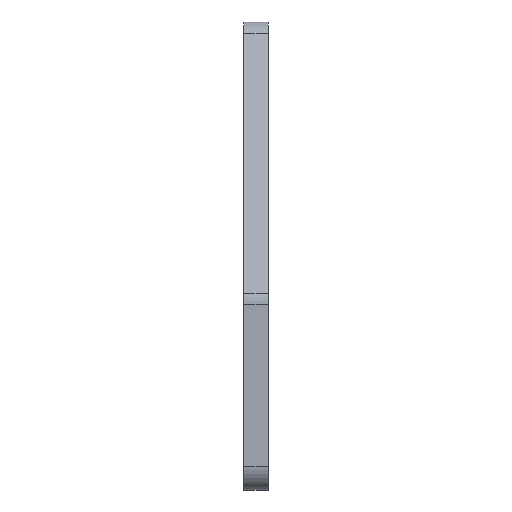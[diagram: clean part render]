
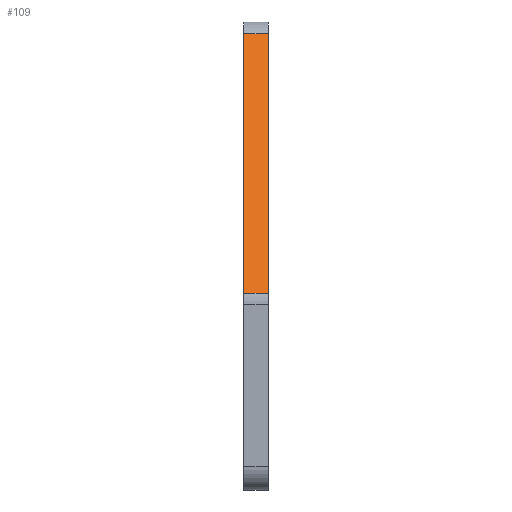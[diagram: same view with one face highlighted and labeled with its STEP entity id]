
A CAD part, left-side view. The second image highlights one B-rep face of the part: STEP entity #109.
In plain terms, the highlighted planar face has unit normal (-0.866, 0, 0.5).
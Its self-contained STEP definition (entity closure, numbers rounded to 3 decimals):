
#11 = CARTESIAN_POINT ( 'NONE',  ( -13.976, 0., 8.069 ) ) ;
#21 = VECTOR ( 'NONE', #358, 1000. ) ;
#57 = LINE ( 'NONE', #518, #21 ) ;
#70 = CARTESIAN_POINT ( 'NONE',  ( -5.676, 0., 22.445 ) ) ;
#72 = VERTEX_POINT ( 'NONE', #70 ) ;
#73 = AXIS2_PLACEMENT_3D ( 'NONE', #328, #151, #723 ) ;
#109 = ADVANCED_FACE ( 'NONE', ( #493 ), #613, .F. ) ;
#136 = EDGE_CURVE ( 'NONE', #451, #236, #57, .T. ) ;
#151 = DIRECTION ( 'NONE',  ( 0.866, 0., -0.5 ) ) ;
#178 = LINE ( 'NONE', #405, #430 ) ;
#186 = EDGE_CURVE ( 'NONE', #72, #236, #178, .T. ) ;
#197 = DIRECTION ( 'NONE',  ( 0.5, 0., 0.866 ) ) ;
#222 = EDGE_CURVE ( 'NONE', #397, #72, #486, .T. ) ;
#236 = VERTEX_POINT ( 'NONE', #369 ) ;
#276 = EDGE_CURVE ( 'NONE', #451, #397, #305, .T. ) ;
#281 = ORIENTED_EDGE ( 'NONE', *, *, #136, .F. ) ;
#286 = EDGE_LOOP ( 'NONE', ( #640, #443, #281, #330 ) ) ;
#305 = LINE ( 'NONE', #431, #345 ) ;
#328 = CARTESIAN_POINT ( 'NONE',  ( -13.976, 2.1, 8.069 ) ) ;
#330 = ORIENTED_EDGE ( 'NONE', *, *, #276, .T. ) ;
#345 = VECTOR ( 'NONE', #603, 1000. ) ;
#358 = DIRECTION ( 'NONE',  ( 0.5, 0., 0.866 ) ) ;
#369 = CARTESIAN_POINT ( 'NONE',  ( -5.676, 2.1, 22.445 ) ) ;
#397 = VERTEX_POINT ( 'NONE', #679 ) ;
#405 = CARTESIAN_POINT ( 'NONE',  ( -5.676, 2.1, 22.445 ) ) ;
#430 = VECTOR ( 'NONE', #752, 1000. ) ;
#431 = CARTESIAN_POINT ( 'NONE',  ( -18.332, 2.1, 0.523 ) ) ;
#443 = ORIENTED_EDGE ( 'NONE', *, *, #186, .T. ) ;
#451 = VERTEX_POINT ( 'NONE', #674 ) ;
#486 = LINE ( 'NONE', #11, #753 ) ;
#493 = FACE_OUTER_BOUND ( 'NONE', #286, .T. ) ;
#518 = CARTESIAN_POINT ( 'NONE',  ( -13.976, 2.1, 8.069 ) ) ;
#603 = DIRECTION ( 'NONE',  ( 0., -1., 0. ) ) ;
#613 = PLANE ( 'NONE',  #73 ) ;
#640 = ORIENTED_EDGE ( 'NONE', *, *, #222, .T. ) ;
#674 = CARTESIAN_POINT ( 'NONE',  ( -18.332, 2.1, 0.523 ) ) ;
#679 = CARTESIAN_POINT ( 'NONE',  ( -18.332, 0., 0.523 ) ) ;
#723 = DIRECTION ( 'NONE',  ( -0.5, 0., -0.866 ) ) ;
#752 = DIRECTION ( 'NONE',  ( 0., 1., 0. ) ) ;
#753 = VECTOR ( 'NONE', #197, 1000. ) ;
